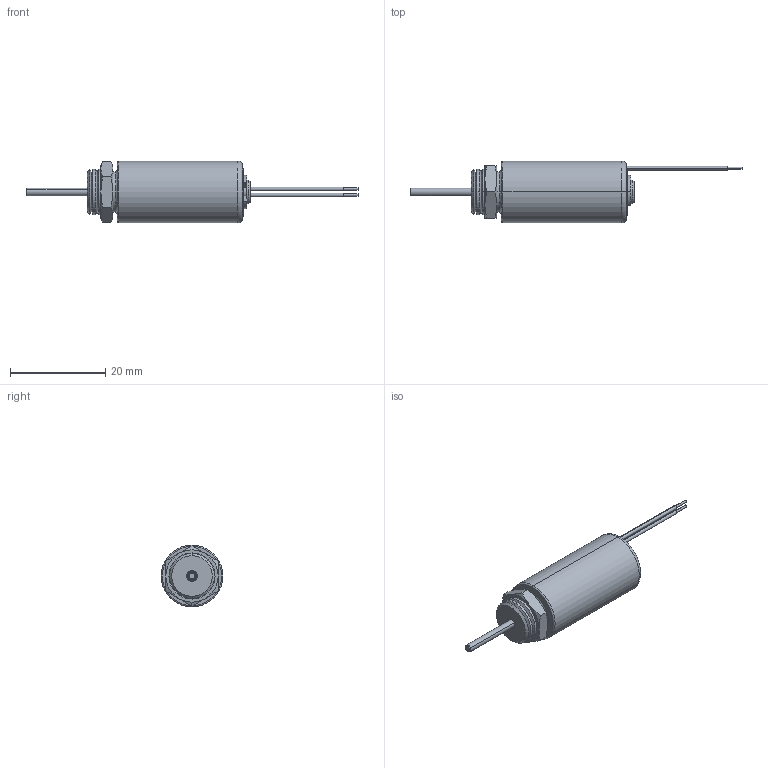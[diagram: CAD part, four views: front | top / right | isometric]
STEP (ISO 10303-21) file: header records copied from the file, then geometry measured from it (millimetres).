
FILE_DESCRIPTION (( 'STEP AP203' ), '1' );
FILE_NAME ('T1325S(+S).STEP', '2019-12-17T03:08:18', ( 'user' ), ( '' ), 'SwSTEP 2.0', 'SolidWorks 2011', '' );
FILE_SCHEMA (( 'CONFIG_CONTROL_DESIGN' ));
Length unit declared in the file: millimetre
Products named in the file (11): T1325S(+S); BD031105全壓縮; BB021306; BD020301; BD070114; DB05226A; BD10116R; T1325線圈; DF052042; DA05019A; BD08318R
Assembly tree (10 placements, depth 2):
  T1325S(+S)
    BD020301
    DA05019A
    BD10116R
    DB05226A
    DF052042
    BD031105全壓縮
    BD070114
    BD08318R
    T1325線圈
    BB021306
Bounding box: 69.85 x 13 x 13 mm (x, y, z)
Volume: 3203.5 mm3; surface area: 6375.8 mm2
Topology: 10 solids, 10 shells, 334 faces, 759 edges, 468 vertices
Faces by surface type: plane 131, cylinder 107, cone 75, torus 19, bspline 2
Entity records: 16296 total; most frequent: CARTESIAN_POINT 7382, DIRECTION 1775, ORIENTED_EDGE 1510, EDGE_CURVE 755, AXIS2_PLACEMENT_3D 705, VERTEX_POINT 468, EDGE_LOOP 373, VECTOR 365
